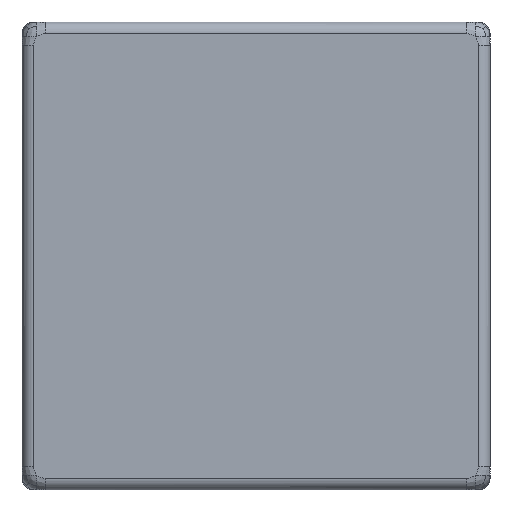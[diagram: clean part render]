
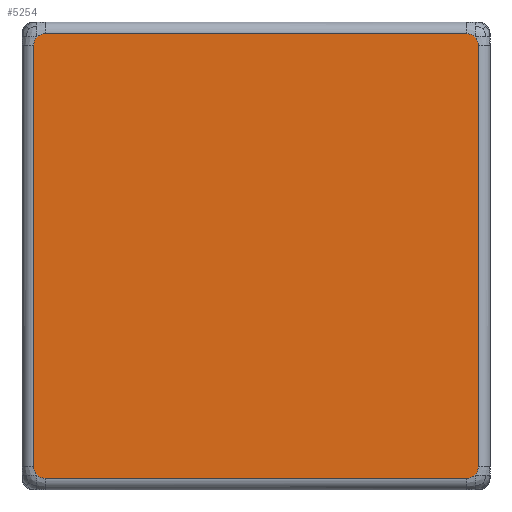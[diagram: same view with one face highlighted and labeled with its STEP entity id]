
A CAD part, left-side view. The second image highlights one B-rep face of the part: STEP entity #5254.
In plain terms, the highlighted planar face has unit normal (-1, 0, 0).
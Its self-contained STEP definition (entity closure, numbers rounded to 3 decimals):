
#185 = CARTESIAN_POINT ( 'NONE',  ( -1., 0.051, 0.57 ) ) ;
#217 = VERTEX_POINT ( 'NONE', #6104 ) ;
#234 = EDGE_CURVE ( 'NONE', #3172, #503, #4556, .T. ) ;
#251 = VERTEX_POINT ( 'NONE', #1809 ) ;
#372 = VERTEX_POINT ( 'NONE', #4889 ) ;
#390 = CARTESIAN_POINT ( 'NONE',  ( -1., 0.044, -0.567 ) ) ;
#445 = LINE ( 'NONE', #4516, #4073 ) ;
#470 = DIRECTION ( 'NONE',  ( 0., 0., -1. ) ) ;
#472 = CARTESIAN_POINT ( 'NONE',  ( -1., 1.2, 0.57 ) ) ;
#503 = VERTEX_POINT ( 'NONE', #4277 ) ;
#539 = CARTESIAN_POINT ( 'NONE',  ( -1., 1.162, -0.562 ) ) ;
#568 = CARTESIAN_POINT ( 'NONE',  ( -1., 0.06, 0.57 ) ) ;
#624 = B_SPLINE_CURVE_WITH_KNOTS ( 'NONE', 3,
 ( #6093, #5625, #390, #3702 ),
 .UNSPECIFIED., .F., .F.,
 ( 4, 4 ),
 ( 0., 1. ),
 .UNSPECIFIED. ) ;
#689 = VECTOR ( 'NONE', #470, 1000. ) ;
#761 = VERTEX_POINT ( 'NONE', #4931 ) ;
#808 = B_SPLINE_CURVE_WITH_KNOTS ( 'NONE', 3,
 ( #3139, #6015, #4102, #1266 ),
 .UNSPECIFIED., .F., .F.,
 ( 4, 4 ),
 ( 0., 1. ),
 .UNSPECIFIED. ) ;
#951 = DIRECTION ( 'NONE',  ( 0., 1., 0. ) ) ;
#953 = ORIENTED_EDGE ( 'NONE', *, *, #5591, .T. ) ;
#967 = EDGE_LOOP ( 'NONE', ( #1128, #953, #2228, #2161, #5664, #4798, #2039, #4224, #3390, #3515, #2548, #5268 ) ) ;
#1015 = CARTESIAN_POINT ( 'NONE',  ( -1., 1.14, 0.57 ) ) ;
#1113 = EDGE_CURVE ( 'NONE', #4418, #217, #1934, .T. ) ;
#1128 = ORIENTED_EDGE ( 'NONE', *, *, #1113, .T. ) ;
#1205 = CARTESIAN_POINT ( 'NONE',  ( -1., 0.033, -0.556 ) ) ;
#1266 = CARTESIAN_POINT ( 'NONE',  ( -1., 1.162, -0.562 ) ) ;
#1270 = EDGE_CURVE ( 'NONE', #2223, #2353, #2693, .T. ) ;
#1345 = B_SPLINE_CURVE_WITH_KNOTS ( 'NONE', 3,
 ( #3013, #3493, #5426, #2554 ),
 .UNSPECIFIED., .F., .F.,
 ( 4, 4 ),
 ( 0., 1. ),
 .UNSPECIFIED. ) ;
#1357 = CARTESIAN_POINT ( 'NONE',  ( -1., 0.03, -0.549 ) ) ;
#1392 = CARTESIAN_POINT ( 'NONE',  ( -1., 0.03, 0.6 ) ) ;
#1487 = CARTESIAN_POINT ( 'NONE',  ( -1., 1.14, -0.57 ) ) ;
#1499 = CARTESIAN_POINT ( 'NONE',  ( -1., 1.17, -0.6 ) ) ;
#1502 = FACE_OUTER_BOUND ( 'NONE', #967, .T. ) ;
#1590 = CARTESIAN_POINT ( 'NONE',  ( -1., 0.044, 0.567 ) ) ;
#1661 = DIRECTION ( 'NONE',  ( 0., -1., 0. ) ) ;
#1750 = CARTESIAN_POINT ( 'NONE',  ( -1., 0.038, -0.562 ) ) ;
#1767 = CARTESIAN_POINT ( 'NONE',  ( -1., 0.03, -0.54 ) ) ;
#1809 = CARTESIAN_POINT ( 'NONE',  ( -1., 0.06, -0.57 ) ) ;
#1822 = CARTESIAN_POINT ( 'NONE',  ( -1., 0.038, 0.562 ) ) ;
#1862 = PLANE ( 'NONE',  #4503 ) ;
#1863 = DIRECTION ( 'NONE',  ( 0., 0., 1. ) ) ;
#1888 = EDGE_CURVE ( 'NONE', #5036, #372, #1345, .T. ) ;
#1927 = CARTESIAN_POINT ( 'NONE',  ( -1., 1.14, -0.57 ) ) ;
#1934 = LINE ( 'NONE', #1499, #689 ) ;
#1973 = EDGE_CURVE ( 'NONE', #2995, #251, #445, .T. ) ;
#2039 = ORIENTED_EDGE ( 'NONE', *, *, #3598, .T. ) ;
#2079 = CARTESIAN_POINT ( 'NONE',  ( -1., 1.17, 0.549 ) ) ;
#2161 = ORIENTED_EDGE ( 'NONE', *, *, #1973, .T. ) ;
#2223 = VERTEX_POINT ( 'NONE', #3829 ) ;
#2228 = ORIENTED_EDGE ( 'NONE', *, *, #3043, .T. ) ;
#2353 = VERTEX_POINT ( 'NONE', #4023 ) ;
#2477 = CARTESIAN_POINT ( 'NONE',  ( -1., 0.038, -0.562 ) ) ;
#2526 = CARTESIAN_POINT ( 'NONE',  ( -1., 1.162, 0.562 ) ) ;
#2548 = ORIENTED_EDGE ( 'NONE', *, *, #1888, .T. ) ;
#2554 = CARTESIAN_POINT ( 'NONE',  ( -1., 1.162, 0.562 ) ) ;
#2558 = CARTESIAN_POINT ( 'NONE',  ( -1., 1.17, 0.54 ) ) ;
#2565 = EDGE_CURVE ( 'NONE', #251, #3172, #624, .T. ) ;
#2623 = VECTOR ( 'NONE', #951, 1000. ) ;
#2693 = B_SPLINE_CURVE_WITH_KNOTS ( 'NONE', 3,
 ( #4195, #3228, #4673, #1822 ),
 .UNSPECIFIED., .F., .F.,
 ( 4, 4 ),
 ( 0., 1. ),
 .UNSPECIFIED. ) ;
#2835 = CARTESIAN_POINT ( 'NONE',  ( -1., 0., 0. ) ) ;
#2982 = CARTESIAN_POINT ( 'NONE',  ( -1., 1.167, 0.556 ) ) ;
#2995 = VERTEX_POINT ( 'NONE', #1927 ) ;
#3013 = CARTESIAN_POINT ( 'NONE',  ( -1., 1.14, 0.57 ) ) ;
#3043 = EDGE_CURVE ( 'NONE', #761, #2995, #3657, .T. ) ;
#3139 = CARTESIAN_POINT ( 'NONE',  ( -1., 1.17, -0.54 ) ) ;
#3172 = VERTEX_POINT ( 'NONE', #2477 ) ;
#3228 = CARTESIAN_POINT ( 'NONE',  ( -1., 0.03, 0.549 ) ) ;
#3308 = DIRECTION ( 'NONE',  ( 0., 0., 1. ) ) ;
#3390 = ORIENTED_EDGE ( 'NONE', *, *, #5422, .T. ) ;
#3493 = CARTESIAN_POINT ( 'NONE',  ( -1., 1.149, 0.57 ) ) ;
#3500 = CARTESIAN_POINT ( 'NONE',  ( -1., 0.06, 0.57 ) ) ;
#3515 = ORIENTED_EDGE ( 'NONE', *, *, #4884, .T. ) ;
#3598 = EDGE_CURVE ( 'NONE', #503, #2223, #3856, .T. ) ;
#3657 = B_SPLINE_CURVE_WITH_KNOTS ( 'NONE', 3,
 ( #539, #3860, #4341, #1487 ),
 .UNSPECIFIED., .F., .F.,
 ( 4, 4 ),
 ( 0., 1. ),
 .UNSPECIFIED. ) ;
#3702 = CARTESIAN_POINT ( 'NONE',  ( -1., 0.038, -0.562 ) ) ;
#3829 = CARTESIAN_POINT ( 'NONE',  ( -1., 0.03, 0.54 ) ) ;
#3856 = LINE ( 'NONE', #1392, #5126 ) ;
#3860 = CARTESIAN_POINT ( 'NONE',  ( -1., 1.156, -0.567 ) ) ;
#3888 = LINE ( 'NONE', #472, #2623 ) ;
#4023 = CARTESIAN_POINT ( 'NONE',  ( -1., 0.038, 0.562 ) ) ;
#4073 = VECTOR ( 'NONE', #1661, 1000. ) ;
#4102 = CARTESIAN_POINT ( 'NONE',  ( -1., 1.167, -0.556 ) ) ;
#4195 = CARTESIAN_POINT ( 'NONE',  ( -1., 0.03, 0.54 ) ) ;
#4224 = ORIENTED_EDGE ( 'NONE', *, *, #1270, .T. ) ;
#4277 = CARTESIAN_POINT ( 'NONE',  ( -1., 0.03, -0.54 ) ) ;
#4341 = CARTESIAN_POINT ( 'NONE',  ( -1., 1.149, -0.57 ) ) ;
#4418 = VERTEX_POINT ( 'NONE', #2558 ) ;
#4503 = AXIS2_PLACEMENT_3D ( 'NONE', #2835, #6186, #3308 ) ;
#4516 = CARTESIAN_POINT ( 'NONE',  ( -1., 0., -0.57 ) ) ;
#4556 = B_SPLINE_CURVE_WITH_KNOTS ( 'NONE', 3,
 ( #1750, #1205, #1357, #1767 ),
 .UNSPECIFIED., .F., .F.,
 ( 4, 4 ),
 ( 0., 1. ),
 .UNSPECIFIED. ) ;
#4577 = B_SPLINE_CURVE_WITH_KNOTS ( 'NONE', 3,
 ( #4928, #1590, #185, #3500 ),
 .UNSPECIFIED., .F., .F.,
 ( 4, 4 ),
 ( 0., 1. ),
 .UNSPECIFIED. ) ;
#4673 = CARTESIAN_POINT ( 'NONE',  ( -1., 0.033, 0.556 ) ) ;
#4798 = ORIENTED_EDGE ( 'NONE', *, *, #234, .T. ) ;
#4884 = EDGE_CURVE ( 'NONE', #5966, #5036, #3888, .T. ) ;
#4889 = CARTESIAN_POINT ( 'NONE',  ( -1., 1.162, 0.562 ) ) ;
#4928 = CARTESIAN_POINT ( 'NONE',  ( -1., 0.038, 0.562 ) ) ;
#4931 = CARTESIAN_POINT ( 'NONE',  ( -1., 1.162, -0.562 ) ) ;
#5036 = VERTEX_POINT ( 'NONE', #1015 ) ;
#5126 = VECTOR ( 'NONE', #1863, 1000. ) ;
#5254 = ADVANCED_FACE ( 'NONE', ( #1502 ), #1862, .T. ) ;
#5268 = ORIENTED_EDGE ( 'NONE', *, *, #5418, .T. ) ;
#5415 = CARTESIAN_POINT ( 'NONE',  ( -1., 1.17, 0.54 ) ) ;
#5418 = EDGE_CURVE ( 'NONE', #372, #4418, #5704, .T. ) ;
#5422 = EDGE_CURVE ( 'NONE', #2353, #5966, #4577, .T. ) ;
#5426 = CARTESIAN_POINT ( 'NONE',  ( -1., 1.156, 0.567 ) ) ;
#5591 = EDGE_CURVE ( 'NONE', #217, #761, #808, .T. ) ;
#5625 = CARTESIAN_POINT ( 'NONE',  ( -1., 0.051, -0.57 ) ) ;
#5664 = ORIENTED_EDGE ( 'NONE', *, *, #2565, .T. ) ;
#5704 = B_SPLINE_CURVE_WITH_KNOTS ( 'NONE', 3,
 ( #2526, #2982, #2079, #5415 ),
 .UNSPECIFIED., .F., .F.,
 ( 4, 4 ),
 ( 0., 1. ),
 .UNSPECIFIED. ) ;
#5966 = VERTEX_POINT ( 'NONE', #568 ) ;
#6015 = CARTESIAN_POINT ( 'NONE',  ( -1., 1.17, -0.549 ) ) ;
#6093 = CARTESIAN_POINT ( 'NONE',  ( -1., 0.06, -0.57 ) ) ;
#6104 = CARTESIAN_POINT ( 'NONE',  ( -1., 1.17, -0.54 ) ) ;
#6186 = DIRECTION ( 'NONE',  ( -1., 0., 0. ) ) ;
